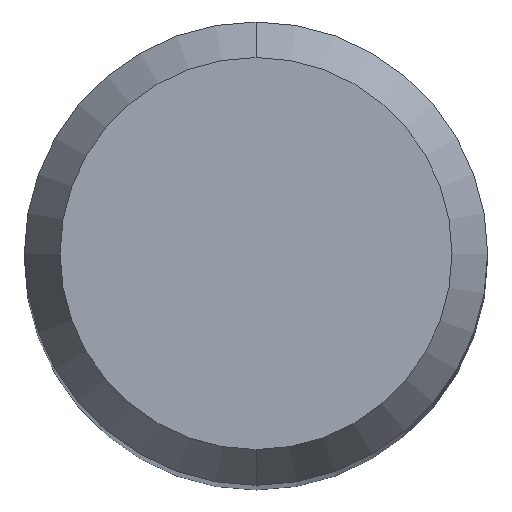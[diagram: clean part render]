
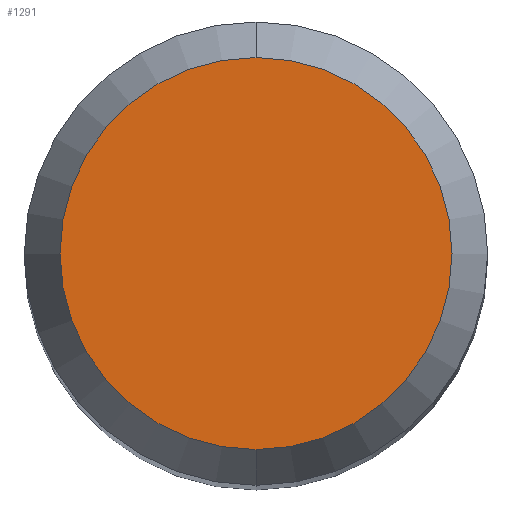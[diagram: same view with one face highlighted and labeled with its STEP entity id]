
A CAD part, top view. The second image highlights one B-rep face of the part: STEP entity #1291.
In plain terms, the highlighted planar face has unit normal (0, 0, 1).
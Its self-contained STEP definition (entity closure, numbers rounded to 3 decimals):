
#869=VERTEX_POINT('',#2246);
#1075=EDGE_CURVE('',#1641,#869,#2469,.T.);
#1291=ADVANCED_FACE('',(#2711),#2712,.T.);
#1641=VERTEX_POINT('',#3092);
#1887=EDGE_CURVE('',#869,#1641,#3355,.T.);
#2246=CARTESIAN_POINT('',(0.,-2.538,0.0));
#2469=CIRCLE('',#7975,2.538);
#2711=FACE_OUTER_BOUND('',#10515,.T.);
#2712=PLANE('',#10516);
#3092=CARTESIAN_POINT('',(0.0,2.538,0.0));
#3355=CIRCLE('',#17468,2.538);
#7975=AXIS2_PLACEMENT_3D('',#19084,#19085,#19086);
#10515=EDGE_LOOP('',(#19371,#19372));
#10516=AXIS2_PLACEMENT_3D('',#19373,#19374,#19375);
#17468=AXIS2_PLACEMENT_3D('',#19931,#19932,#19933);
#19084=CARTESIAN_POINT('',(0.0,0.0,0.0));
#19085=DIRECTION('',(0.0,0.0,-1.0));
#19086=DIRECTION('',(0.0,1.0,0.0));
#19371=ORIENTED_EDGE('',*,*,#1075,.F.);
#19372=ORIENTED_EDGE('',*,*,#1887,.F.);
#19373=CARTESIAN_POINT('',(0.0,1.269,0.0));
#19374=DIRECTION('',(-0.0,0.0,1.0));
#19375=DIRECTION('',(0.0,-1.0,0.0));
#19931=CARTESIAN_POINT('',(0.0,0.0,0.0));
#19932=DIRECTION('',(0.0,0.0,-1.0));
#19933=DIRECTION('',(0.0,1.0,0.0));
